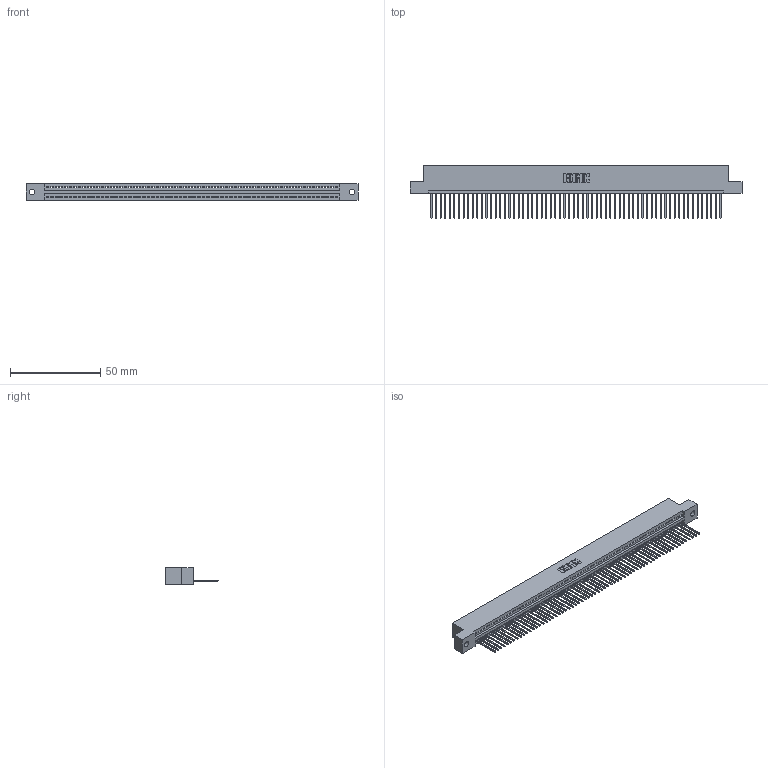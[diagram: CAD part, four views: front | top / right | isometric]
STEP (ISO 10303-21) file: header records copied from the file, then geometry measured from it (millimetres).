
FILE_DESCRIPTION (( 'STEP AP203' ), '1' );
FILE_NAME ('395-064-540-102.STEP', '2018-11-24T14:27:30', ( '' ), ( '' ), 'SwSTEP 2.0', 'SolidWorks 2016', '' );
FILE_SCHEMA (( 'CONFIG_CONTROL_DESIGN' ));
Length unit declared in the file: inch
Products named in the file (3): 395-064-540-102; 345 Part_Flush Mounting Lugs - 0.128 Dia; 345-292-001_345-293-140
Assembly tree (65 placements, depth 2):
  395-064-540-102
    345 Part_Flush Mounting Lugs - 0.128 Dia
    345-292-001_345-293-140  x64
Bounding box: 183.77 x 29.13 x 9.4 mm (x, y, z)
Volume: 17684.8 mm3; surface area: 24152.6 mm2
Topology: 65 solids, 65 shells, 3838 faces, 11605 edges, 7650 vertices
Faces by surface type: plane 2640, cylinder 1198
Entity records: 45227 total; most frequent: CARTESIAN_POINT 7840, ORIENTED_EDGE 7838, DIRECTION 6815, EDGE_CURVE 3919, LINE 3531, VECTOR 3531, VERTEX_POINT 2610, AXIS2_PLACEMENT_3D 1642
